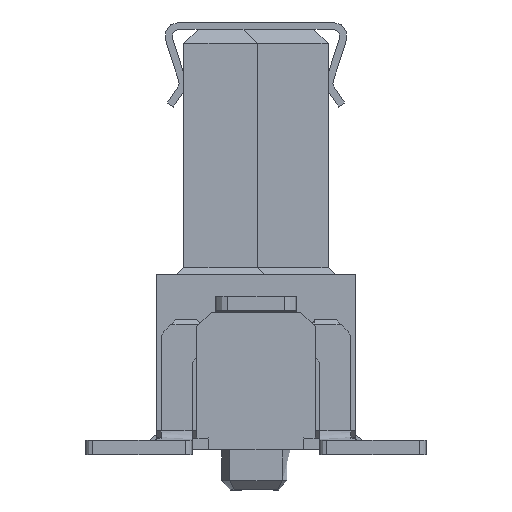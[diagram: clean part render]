
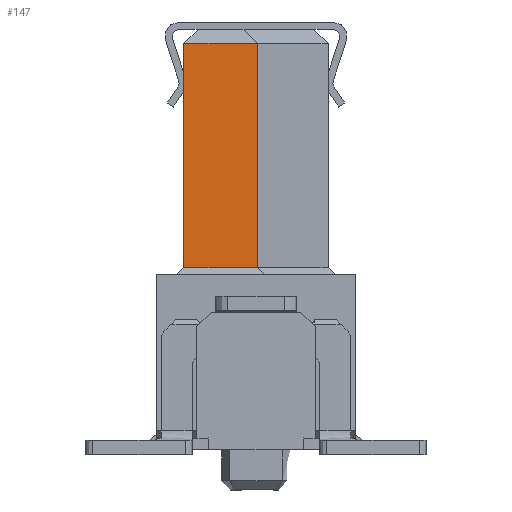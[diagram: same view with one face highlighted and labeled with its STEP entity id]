
A CAD part, left-side view. The second image highlights one B-rep face of the part: STEP entity #147.
In plain terms, the highlighted planar face has unit normal (-1, 0, 0).
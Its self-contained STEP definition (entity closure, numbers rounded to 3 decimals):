
#37=CARTESIAN_POINT('',(-9.765,1.525,8.6));
#38=VERTEX_POINT('',#37);
#45=CARTESIAN_POINT('',(-9.765,-0.025,8.6));
#46=VERTEX_POINT('',#45);
#47=CARTESIAN_POINT('',(-9.765,1.525,8.6));
#48=DIRECTION('',(0.,-1.,0.));
#49=VECTOR('',#48,1.55);
#50=LINE('',#47,#49);
#51=EDGE_CURVE('',#38,#46,#50,.T.);
#117=CARTESIAN_POINT('',(-9.765,-1.525,3.7));
#118=DIRECTION('',(0.,-1.,0.));
#119=DIRECTION('',(-1.,0.,0.));
#120=AXIS2_PLACEMENT_3D('',#117,#119,#118);
#121=PLANE('',#120);
#122=CARTESIAN_POINT('',(-9.765,1.525,3.85));
#123=VERTEX_POINT('',#122);
#124=CARTESIAN_POINT('',(-9.765,1.525,8.6));
#125=DIRECTION('',(0.,0.,-1.));
#126=VECTOR('',#125,4.75);
#127=LINE('',#124,#126);
#128=EDGE_CURVE('',#38,#123,#127,.T.);
#129=ORIENTED_EDGE('',*,*,#128,.T.);
#130=CARTESIAN_POINT('',(-9.765,-0.025,3.85));
#131=VERTEX_POINT('',#130);
#132=CARTESIAN_POINT('',(-9.765,1.525,3.85));
#133=DIRECTION('',(0.,-1.,0.));
#134=VECTOR('',#133,1.55);
#135=LINE('',#132,#134);
#136=EDGE_CURVE('',#123,#131,#135,.T.);
#137=ORIENTED_EDGE('',*,*,#136,.T.);
#138=CARTESIAN_POINT('',(-9.765,-0.025,3.85));
#139=DIRECTION('',(0.,0.,1.));
#140=VECTOR('',#139,4.75);
#141=LINE('',#138,#140);
#142=EDGE_CURVE('',#131,#46,#141,.T.);
#143=ORIENTED_EDGE('',*,*,#142,.T.);
#144=ORIENTED_EDGE('',*,*,#51,.F.);
#145=EDGE_LOOP('',(#129,#137,#143,#144));
#146=FACE_OUTER_BOUND('',#145,.T.);
#147=ADVANCED_FACE('',(#146),#121,.T.);
